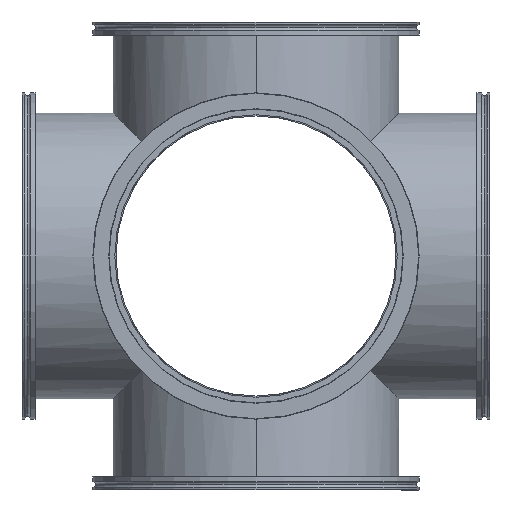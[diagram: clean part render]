
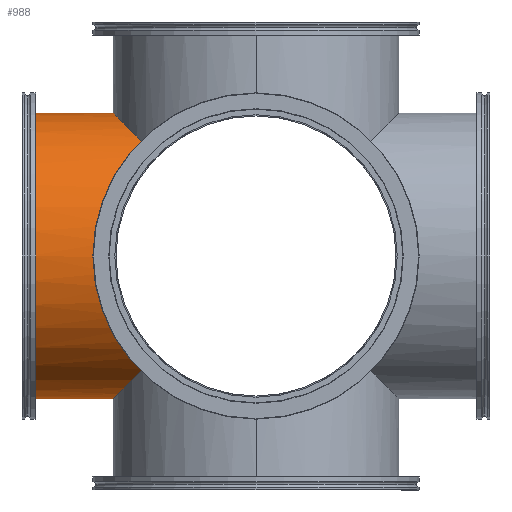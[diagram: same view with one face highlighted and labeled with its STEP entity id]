
A CAD part, left-side view. The second image highlights one B-rep face of the part: STEP entity #988.
In plain terms, the highlighted cylindrical face has radius 127 mm (diameter 254 mm), a partial arc.
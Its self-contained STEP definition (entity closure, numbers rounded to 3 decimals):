
#66 = DIRECTION ( 'NONE',  ( 0., -1., 0. ) ) ;
#83 = VECTOR ( 'NONE', #2053, 1000. ) ;
#108 = DIRECTION ( 'NONE',  ( 0., -1., 0. ) ) ;
#116 = CYLINDRICAL_SURFACE ( 'NONE', #2986, 127. ) ;
#117 = DIRECTION ( 'NONE',  ( 0., 0., -1. ) ) ;
#139 = CARTESIAN_POINT ( 'NONE',  ( -89.803, 89.803, 89.803 ) ) ;
#189 = ORIENTED_EDGE ( 'NONE', *, *, #298, .F. ) ;
#298 = EDGE_CURVE ( 'NONE', #592, #1757, #3195, .T. ) ;
#312 = CARTESIAN_POINT ( 'NONE',  ( 0., 201.5, -127. ) ) ;
#316 = ORIENTED_EDGE ( 'NONE', *, *, #529, .F. ) ;
#397 = LINE ( 'NONE', #2560, #83 ) ;
#438 = VERTEX_POINT ( 'NONE', #2520 ) ;
#529 = EDGE_CURVE ( 'NONE', #1757, #1914, #397, .T. ) ;
#545 = CARTESIAN_POINT ( 'NONE',  ( -34.133, 127., -127. ) ) ;
#592 = VERTEX_POINT ( 'NONE', #2833 ) ;
#661 = CARTESIAN_POINT ( 'NONE',  ( -142.408, 142.408, -37.197 ) ) ;
#768 = CARTESIAN_POINT ( 'NONE',  ( -89.803, 89.803, 89.803 ) ) ;
#784 = CARTESIAN_POINT ( 'NONE',  ( -89.803, 89.803, -89.803 ) ) ;
#921 = DIRECTION ( 'NONE',  ( 0., 1., 0. ) ) ;
#958 =( BOUNDED_CURVE ( )  B_SPLINE_CURVE ( 3, ( #784, #3032, #545, #2283 ),
 .UNSPECIFIED., .F., .T. ) 
 B_SPLINE_CURVE_WITH_KNOTS ( ( 4, 4 ),
 ( 2.356, 3.142 ),
 .UNSPECIFIED. ) 
 CURVE ( )  GEOMETRIC_REPRESENTATION_ITEM ( )  RATIONAL_B_SPLINE_CURVE ( ( 1., 0.949, 0.949, 1. ) ) 
 REPRESENTATION_ITEM ( '' )  );
#988 = ADVANCED_FACE ( 'NONE', ( #1510 ), #116, .T. ) ;
#1076 = VECTOR ( 'NONE', #66, 1000. ) ;
#1273 = AXIS2_PLACEMENT_3D ( 'NONE', #2413, #921, #2666 ) ;
#1479 = CARTESIAN_POINT ( 'NONE',  ( 0., 127., 127. ) ) ;
#1510 = FACE_OUTER_BOUND ( 'NONE', #2602, .T. ) ;
#1585 = CARTESIAN_POINT ( 'NONE',  ( 0., 127., -127. ) ) ;
#1621 = CARTESIAN_POINT ( 'NONE',  ( -142.408, 142.408, 37.197 ) ) ;
#1684 = CARTESIAN_POINT ( 'NONE',  ( 0., 201.5, 127. ) ) ;
#1757 = VERTEX_POINT ( 'NONE', #1684 ) ;
#1854 = CARTESIAN_POINT ( 'NONE',  ( 0., 201.5, 0. ) ) ;
#1864 = ORIENTED_EDGE ( 'NONE', *, *, #1945, .F. ) ;
#1914 = VERTEX_POINT ( 'NONE', #1479 ) ;
#1945 = EDGE_CURVE ( 'NONE', #1914, #438, #1967, .T. ) ;
#1967 =( BOUNDED_CURVE ( )  B_SPLINE_CURVE ( 3, ( #2991, #2502, #2249, #768 ),
 .UNSPECIFIED., .F., .F. ) 
 B_SPLINE_CURVE_WITH_KNOTS ( ( 4, 4 ),
 ( 3.142, 3.927 ),
 .UNSPECIFIED. ) 
 CURVE ( )  GEOMETRIC_REPRESENTATION_ITEM ( )  RATIONAL_B_SPLINE_CURVE ( ( 1., 0.949, 0.949, 1. ) ) 
 REPRESENTATION_ITEM ( '' )  );
#2053 = DIRECTION ( 'NONE',  ( 0., -1., 0. ) ) ;
#2119 = ORIENTED_EDGE ( 'NONE', *, *, #2804, .F. ) ;
#2188 = EDGE_CURVE ( 'NONE', #592, #2504, #2400, .T. ) ;
#2241 = EDGE_CURVE ( 'NONE', #438, #2931, #2252, .T. ) ;
#2249 = CARTESIAN_POINT ( 'NONE',  ( -65.667, 113.938, 113.938 ) ) ;
#2252 =( BOUNDED_CURVE ( )  B_SPLINE_CURVE ( 3, ( #139, #1621, #661, #2392 ),
 .UNSPECIFIED., .F., .F. ) 
 B_SPLINE_CURVE_WITH_KNOTS ( ( 4, 4 ),
 ( 2.356, 3.927 ),
 .UNSPECIFIED. ) 
 CURVE ( )  GEOMETRIC_REPRESENTATION_ITEM ( )  RATIONAL_B_SPLINE_CURVE ( ( 1., 0.805, 0.805, 1. ) ) 
 REPRESENTATION_ITEM ( '' )  );
#2283 = CARTESIAN_POINT ( 'NONE',  ( 0., 127., -127. ) ) ;
#2392 = CARTESIAN_POINT ( 'NONE',  ( -89.803, 89.803, -89.803 ) ) ;
#2400 = LINE ( 'NONE', #312, #1076 ) ;
#2413 = CARTESIAN_POINT ( 'NONE',  ( 0., 201.5, 0. ) ) ;
#2502 = CARTESIAN_POINT ( 'NONE',  ( -34.133, 127., 127. ) ) ;
#2504 = VERTEX_POINT ( 'NONE', #1585 ) ;
#2520 = CARTESIAN_POINT ( 'NONE',  ( -89.803, 89.803, 89.803 ) ) ;
#2560 = CARTESIAN_POINT ( 'NONE',  ( 0., 201.5, 127. ) ) ;
#2602 = EDGE_LOOP ( 'NONE', ( #316, #189, #2921, #2119, #2747, #1864 ) ) ;
#2666 = DIRECTION ( 'NONE',  ( 0., 0., 1. ) ) ;
#2719 = CARTESIAN_POINT ( 'NONE',  ( -89.803, 89.803, -89.803 ) ) ;
#2747 = ORIENTED_EDGE ( 'NONE', *, *, #2241, .F. ) ;
#2804 = EDGE_CURVE ( 'NONE', #2931, #2504, #958, .T. ) ;
#2833 = CARTESIAN_POINT ( 'NONE',  ( 0., 201.5, -127. ) ) ;
#2921 = ORIENTED_EDGE ( 'NONE', *, *, #2188, .T. ) ;
#2931 = VERTEX_POINT ( 'NONE', #2719 ) ;
#2986 = AXIS2_PLACEMENT_3D ( 'NONE', #1854, #108, #117 ) ;
#2991 = CARTESIAN_POINT ( 'NONE',  ( 0., 127., 127. ) ) ;
#3032 = CARTESIAN_POINT ( 'NONE',  ( -65.667, 113.938, -113.938 ) ) ;
#3195 = CIRCLE ( 'NONE', #1273, 127. ) ;
